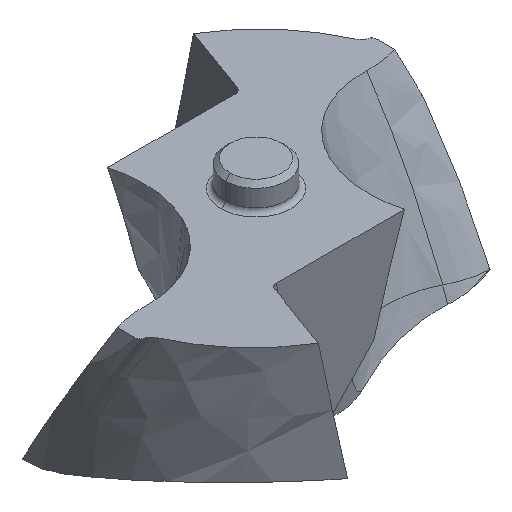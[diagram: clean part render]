
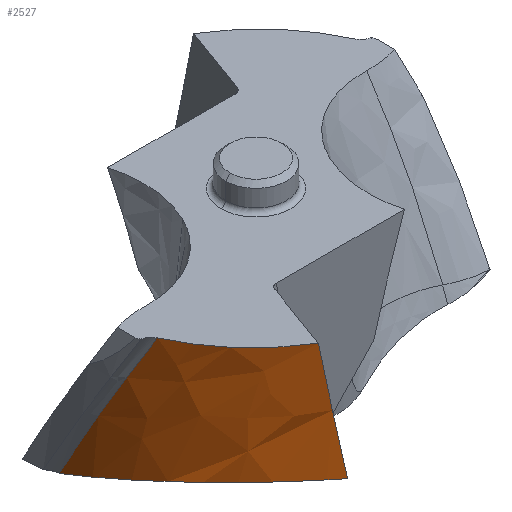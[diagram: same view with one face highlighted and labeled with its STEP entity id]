
A CAD part, isometric view. The second image highlights one B-rep face of the part: STEP entity #2527.
In plain terms, the highlighted free-form (B-spline) face has degree [3, 3] with [7, 5] control points.
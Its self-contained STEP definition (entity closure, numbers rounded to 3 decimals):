
#166=CARTESIAN_POINT('',(-3.334,-5.358,
0.));
#167=CARTESIAN_POINT('',(-3.777,-5.091,
0.));
#168=CARTESIAN_POINT('',(-4.769,-4.312,
0.));
#169=CARTESIAN_POINT('',(-5.489,-3.266,
0.));
#170=CARTESIAN_POINT('',(-5.793,-2.599,
0.));
#414=CARTESIAN_POINT('',(-6.351,0.,
-4.829));
#415=CARTESIAN_POINT('',(-6.351,-0.168,
-4.763));
#416=CARTESIAN_POINT('',(-6.338,-0.506,
-4.637));
#417=CARTESIAN_POINT('',(-6.279,-1.008,
-4.465));
#418=CARTESIAN_POINT('',(-6.169,-1.538,
-4.299));
#419=CARTESIAN_POINT('',(-6.018,-2.046,
-4.157));
#420=CARTESIAN_POINT('',(-5.808,-2.577,
-4.028));
#421=CARTESIAN_POINT('',(-5.542,-3.095,
-3.924));
#422=CARTESIAN_POINT('',(-5.24,-3.57,
-3.85));
#423=CARTESIAN_POINT('',(-4.901,-4.012,
-3.803));
#424=CARTESIAN_POINT('',(-4.528,-4.415,
-3.782));
#425=CARTESIAN_POINT('',(-4.14,-4.77,
-3.786));
#426=CARTESIAN_POINT('',(-3.712,-5.1,
-3.814));
#427=CARTESIAN_POINT('',(-3.241,-5.403,
-3.867));
#428=CARTESIAN_POINT('',(-2.891,-5.588,
-3.924));
#429=CARTESIAN_POINT('',(-2.706,-5.674,
-3.958));
#778=CARTESIAN_POINT('',(-6.351,0.031,
-4.833));
#796=CARTESIAN_POINT('',(-6.351,0.,
-4.829));
#797=CARTESIAN_POINT('',(-6.351,0.003,
-4.829));
#798=CARTESIAN_POINT('',(-6.351,0.01,
-4.83));
#799=CARTESIAN_POINT('',(-6.351,0.021,
-4.831));
#800=CARTESIAN_POINT('',(-6.351,0.028,
-4.832));
#801=CARTESIAN_POINT('',(-6.351,0.031,
-4.833));
#803=CARTESIAN_POINT('',(-6.351,0.031,
-4.833));
#804=CARTESIAN_POINT('',(-6.358,-0.482,
-3.886));
#805=CARTESIAN_POINT('',(-6.254,-1.373,
-2.275));
#806=CARTESIAN_POINT('',(-5.951,-2.247,
-0.664));
#807=CARTESIAN_POINT('',(-5.793,-2.599,
0.));
#809=CARTESIAN_POINT('',(-3.334,-5.358,
0.));
#810=CARTESIAN_POINT('',(-3.303,-5.368,
-0.181));
#811=CARTESIAN_POINT('',(-3.244,-5.389,
-0.535));
#812=CARTESIAN_POINT('',(-3.16,-5.419,
-1.041));
#813=CARTESIAN_POINT('',(-3.081,-5.45,
-1.527));
#814=CARTESIAN_POINT('',(-3.009,-5.482,
-1.971));
#815=CARTESIAN_POINT('',(-2.929,-5.521,
-2.47));
#816=CARTESIAN_POINT('',(-2.847,-5.569,
-3.002));
#817=CARTESIAN_POINT('',(-2.774,-5.619,
-3.491));
#818=CARTESIAN_POINT('',(-2.728,-5.655,
-3.805));
#819=CARTESIAN_POINT('',(-2.706,-5.674,
-3.958));
#971=CARTESIAN_POINT('',(-3.334,-5.358,
0.));
#972=VERTEX_POINT('',#971);
#973=VERTEX_POINT('',#170);
#1004=CARTESIAN_POINT('',(-6.351,0.,
-4.829));
#1005=VERTEX_POINT('',#1004);
#1006=VERTEX_POINT('',#429);
#1021=VERTEX_POINT('',#778);
#2483=CARTESIAN_POINT('',(-2.971,-5.607,
-4.881));
#2484=CARTESIAN_POINT('',(-2.59,-5.73,
-3.918));
#2485=CARTESIAN_POINT('',(-1.819,-5.959,
-2.276));
#2486=CARTESIAN_POINT('',(-0.84,-6.171,
-0.634));
#2487=CARTESIAN_POINT('',(-0.401,-6.248,
0.046));
#2488=CARTESIAN_POINT('',(-3.039,-5.571,
-4.881));
#2489=CARTESIAN_POINT('',(-2.659,-5.7,
-3.918));
#2490=CARTESIAN_POINT('',(-1.89,-5.941,
-2.276));
#2491=CARTESIAN_POINT('',(-0.914,-6.163,
-0.634));
#2492=CARTESIAN_POINT('',(-0.476,-6.245,
0.046));
#2493=CARTESIAN_POINT('',(-3.758,-5.175,
-4.881));
#2494=CARTESIAN_POINT('',(-3.395,-5.371,
-3.918));
#2495=CARTESIAN_POINT('',(-2.656,-5.726,
-2.276));
#2496=CARTESIAN_POINT('',(-1.708,-6.064,
-0.634));
#2497=CARTESIAN_POINT('',(-1.282,-6.194,
0.046));
#2498=CARTESIAN_POINT('',(-4.977,-4.152,
-4.881));
#2499=CARTESIAN_POINT('',(-4.671,-4.47,
-3.918));
#2500=CARTESIAN_POINT('',(-4.03,-5.033,
-2.276));
#2501=CARTESIAN_POINT('',(-3.181,-5.578,
-0.634));
#2502=CARTESIAN_POINT('',(-2.796,-5.794,
0.046));
#2503=CARTESIAN_POINT('',(-6.116,-2.161,
-4.881));
#2504=CARTESIAN_POINT('',(-5.95,-2.615,
-3.918));
#2505=CARTESIAN_POINT('',(-5.545,-3.41,
-2.276));
#2506=CARTESIAN_POINT('',(-4.932,-4.187,
-0.634));
#2507=CARTESIAN_POINT('',(-4.644,-4.499,
0.046));
#2508=CARTESIAN_POINT('',(-6.364,-0.642,
-4.881));
#2509=CARTESIAN_POINT('',(-6.316,-1.15,
-3.918));
#2510=CARTESIAN_POINT('',(-6.115,-2.035,
-2.276));
#2511=CARTESIAN_POINT('',(-5.705,-2.902,
-0.634));
#2512=CARTESIAN_POINT('',(-5.501,-3.252,
0.046));
#2513=CARTESIAN_POINT('',(-6.349,0.125,
-4.881));
#2514=CARTESIAN_POINT('',(-6.365,-0.397,
-3.918));
#2515=CARTESIAN_POINT('',(-6.27,-1.309,
-2.276));
#2516=CARTESIAN_POINT('',(-5.968,-2.202,
-0.634));
#2517=CARTESIAN_POINT('',(-5.809,-2.562,
0.046));
#2518=B_SPLINE_SURFACE_WITH_KNOTS('',3,3,((#2483,#2484,#2485,#2486,#2487),
(#2488,#2489,#2490,#2491,#2492),(#2493,#2494,#2495,#2496,#2497),(#2498,#2499,
#2500,#2501,#2502),(#2503,#2504,#2505,#2506,#2507),(#2508,#2509,#2510,#2511,
#2512),(#2513,#2514,#2515,#2516,#2517)),.UNSPECIFIED.,.F.,.F.,.F.,(4,1,1,1,4),
(4,1,4),(0.224,0.25,0.5,0.75,1.008),(
0.068,3.403,5.757),.UNSPECIFIED.);
#2519=ORIENTED_EDGE('',*,*,#1704,.F.);
#2520=ORIENTED_EDGE('',*,*,#1748,.T.);
#2521=ORIENTED_EDGE('',*,*,#2471,.T.);
#2522=ORIENTED_EDGE('',*,*,#1310,.F.);
#2524=ORIENTED_EDGE('',*,*,#2523,.T.);
#2525=EDGE_LOOP('',(#2519,#2520,#2521,#2522,#2524));
#2526=FACE_OUTER_BOUND('',#2525,.F.);
#171=B_SPLINE_CURVE_WITH_KNOTS('',3,(#166,#167,#168,#169,#170),.UNSPECIFIED.,
.F.,.F.,(4,1,4),(0.,0.414,1.),.UNSPECIFIED.);
#430=B_SPLINE_CURVE_WITH_KNOTS('',3,(#414,#415,#416,#417,#418,#419,#420,#421,
#422,#423,#424,#425,#426,#427,#428,#429),.UNSPECIFIED.,.F.,.F.,(4,1,1,1,1,1,1,1,
1,1,1,1,1,4),(0.,0.077,0.154,0.231,
0.308,0.385,0.462,0.538,
0.615,0.692,0.769,0.846,
0.923,1.),.UNSPECIFIED.);
#802=B_SPLINE_CURVE_WITH_KNOTS('',3,(#796,#797,#798,#799,#800,#801),
.UNSPECIFIED.,.F.,.F.,(4,1,1,4),(0.,0.333,0.667,1.),
.UNSPECIFIED.);
#808=B_SPLINE_CURVE_WITH_KNOTS('',3,(#803,#804,#805,#806,#807),.UNSPECIFIED.,
.F.,.F.,(4,1,4),(0.,0.588,1.),.UNSPECIFIED.);
#820=B_SPLINE_CURVE_WITH_KNOTS('',3,(#809,#810,#811,#812,#813,#814,#815,#816,
#817,#818,#819),.UNSPECIFIED.,.F.,.F.,(4,1,1,1,1,1,1,1,4),(0.,0.125,0.25,
0.375,0.5,0.625,0.75,0.875,1.),.UNSPECIFIED.);
#1310=EDGE_CURVE('',#972,#973,#171,.T.);
#1704=EDGE_CURVE('',#1005,#1006,#430,.T.);
#1748=EDGE_CURVE('',#1005,#1021,#802,.T.);
#2471=EDGE_CURVE('',#1021,#973,#808,.T.);
#2523=EDGE_CURVE('',#972,#1006,#820,.T.);
#2527=ADVANCED_FACE('',(#2526),#2518,.F.);
